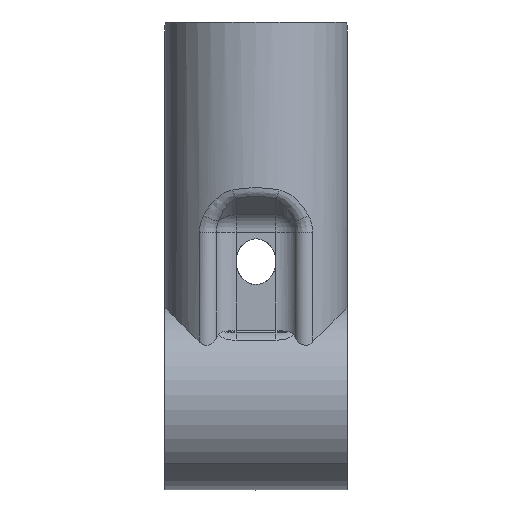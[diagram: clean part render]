
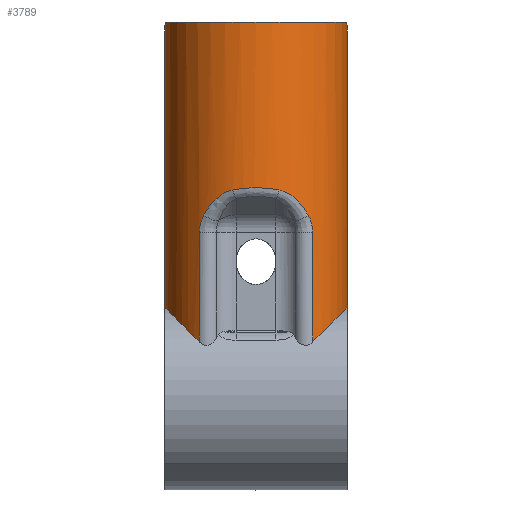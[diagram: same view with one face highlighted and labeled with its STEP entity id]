
A CAD part, front view. The second image highlights one B-rep face of the part: STEP entity #3789.
In plain terms, the highlighted cylindrical face has radius 16 mm (diameter 32 mm), a partial arc.
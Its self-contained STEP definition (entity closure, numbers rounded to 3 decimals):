
#2165=CARTESIAN_POINT('',(-15.978,0.837,15.978));
#2166=VERTEX_POINT('',#2165);
#2174=CARTESIAN_POINT('',(-9.926,12.549,9.926));
#2175=VERTEX_POINT('',#2174);
#2176=CARTESIAN_POINT('',(0.0,0.0,0.0));
#2177=DIRECTION('',(0.707,0.0,0.707));
#2178=DIRECTION('',(0.707,0.0,-0.707));
#2179=AXIS2_PLACEMENT_3D('',#2176,#2177,#2178);
#2180=ELLIPSE('',#2179,22.627,16.);
#2181=EDGE_CURVE('',#2175,#2166,#2180,.T.);
#2254=CARTESIAN_POINT('',(9.926,12.549,9.926));
#2255=VERTEX_POINT('',#2254);
#2276=CARTESIAN_POINT('',(15.978,0.837,15.978));
#2277=VERTEX_POINT('',#2276);
#2278=CARTESIAN_POINT('',(0.0,0.0,0.0));
#2279=DIRECTION('',(-0.707,0.0,0.707));
#2280=DIRECTION('',(-0.707,0.0,-0.707));
#2281=AXIS2_PLACEMENT_3D('',#2278,#2279,#2280);
#2282=ELLIPSE('',#2281,22.627,16.);
#2283=EDGE_CURVE('',#2277,#2255,#2282,.T.);
#2852=CARTESIAN_POINT('',(9.175,13.108,32.15));
#2853=VERTEX_POINT('',#2852);
#2873=CARTESIAN_POINT('',(4.,15.492,36.594));
#2874=VERTEX_POINT('',#2873);
#2882=CARTESIAN_POINT('',(4.,15.492,36.594));
#2883=CARTESIAN_POINT('',(5.065,15.217,36.392));
#2884=CARTESIAN_POINT('',(7.204,14.39,35.142));
#2885=CARTESIAN_POINT('',(8.556,13.541,33.282));
#2886=CARTESIAN_POINT('',(9.175,13.108,32.15));
#2887=B_SPLINE_CURVE_WITH_KNOTS('',3,(#2882,#2883,#2884,#2885,#2886),.UNSPECIFIED.,.F.,.U.,(4,1,4),(0.0,0.295,0.688),.UNSPECIFIED.);
#2888=EDGE_CURVE('',#2874,#2853,#2887,.T.);
#2912=CARTESIAN_POINT('',(-4.,15.492,36.594));
#2913=VERTEX_POINT('',#2912);
#2921=CARTESIAN_POINT('',(0.0,0.0,25.22));
#2922=DIRECTION('',(0.0,0.592,-0.806));
#2923=DIRECTION('',(0.0,0.806,0.592));
#2924=AXIS2_PLACEMENT_3D('',#2921,#2922,#2923);
#2925=ELLIPSE('',#2924,19.849,16.);
#2926=EDGE_CURVE('',#2913,#2874,#2925,.T.);
#2982=CARTESIAN_POINT('',(-9.175,13.108,32.15));
#2983=VERTEX_POINT('',#2982);
#2991=CARTESIAN_POINT('',(-9.175,13.108,32.15));
#2992=CARTESIAN_POINT('',(-8.711,13.433,32.999));
#2993=CARTESIAN_POINT('',(-7.785,14.022,34.341));
#2994=CARTESIAN_POINT('',(-6.012,14.866,35.884));
#2995=CARTESIAN_POINT('',(-4.71,15.309,36.46));
#2996=CARTESIAN_POINT('',(-4.,15.492,36.594));
#2997=B_SPLINE_CURVE_WITH_KNOTS('',3,(#2991,#2992,#2993,#2994,#2995,#2996),.UNSPECIFIED.,.F.,.U.,(4,1,1,4),(0.0,0.295,0.491,0.688),.UNSPECIFIED.);
#2998=EDGE_CURVE('',#2983,#2913,#2997,.T.);
#3028=CARTESIAN_POINT('',(9.926,12.549,29.135));
#3029=VERTEX_POINT('',#3028);
#3045=CARTESIAN_POINT('',(9.175,13.108,32.15));
#3046=CARTESIAN_POINT('',(9.673,12.76,31.241));
#3047=CARTESIAN_POINT('',(9.926,12.549,30.189));
#3048=CARTESIAN_POINT('',(9.926,12.549,29.135));
#3049=B_SPLINE_CURVE_WITH_KNOTS('',3,(#3045,#3046,#3047,#3048),.UNSPECIFIED.,.F.,.U.,(4,4),(3.742,4.058),.UNSPECIFIED.);
#3050=EDGE_CURVE('',#2853,#3029,#3049,.T.);
#3063=CARTESIAN_POINT('',(9.926,12.549,29.135));
#3064=DIRECTION('',(0.0,0.0,-1.0));
#3065=VECTOR('',#3064,19.209);
#3066=LINE('',#3063,#3065);
#3067=EDGE_CURVE('',#3029,#2255,#3066,.T.);
#3097=CARTESIAN_POINT('',(-9.926,12.549,29.135));
#3098=VERTEX_POINT('',#3097);
#3106=CARTESIAN_POINT('',(-9.926,12.549,29.135));
#3107=CARTESIAN_POINT('',(-9.926,12.549,30.189));
#3108=CARTESIAN_POINT('',(-9.673,12.76,31.241));
#3109=CARTESIAN_POINT('',(-9.175,13.108,32.15));
#3110=B_SPLINE_CURVE_WITH_KNOTS('',3,(#3106,#3107,#3108,#3109),.UNSPECIFIED.,.F.,.U.,(4,4),(-0.316,0.0),.UNSPECIFIED.);
#3111=EDGE_CURVE('',#3098,#2983,#3110,.T.);
#3130=CARTESIAN_POINT('',(-9.926,12.549,9.926));
#3131=DIRECTION('',(0.0,0.0,1.0));
#3132=VECTOR('',#3131,19.209);
#3133=LINE('',#3130,#3132);
#3134=EDGE_CURVE('',#2175,#3098,#3133,.T.);
#3341=CARTESIAN_POINT('',(-15.748,2.828,66.0));
#3342=VERTEX_POINT('',#3341);
#3349=CARTESIAN_POINT('',(-15.978,0.837,64.0));
#3350=VERTEX_POINT('',#3349);
#3351=CARTESIAN_POINT('',(-15.748,2.828,66.0));
#3352=CARTESIAN_POINT('',(-15.793,2.58,66.0));
#3353=CARTESIAN_POINT('',(-15.834,2.314,65.95));
#3354=CARTESIAN_POINT('',(-15.898,1.824,65.746));
#3355=CARTESIAN_POINT('',(-15.921,1.599,65.592));
#3356=CARTESIAN_POINT('',(-15.952,1.245,65.237));
#3357=CARTESIAN_POINT('',(-15.963,1.091,65.012));
#3358=CARTESIAN_POINT('',(-15.976,0.888,64.519));
#3359=CARTESIAN_POINT('',(-15.978,0.837,64.251));
#3360=CARTESIAN_POINT('',(-15.978,0.837,64.));
#3361=B_SPLINE_CURVE_WITH_KNOTS('',3,(#3351,#3352,#3353,#3354,#3355,#3356,#3357,#3358,#3359,#3360),.UNSPECIFIED.,.F.,.U.,(4,2,2,2,4),(0.304,0.38,0.455,0.53,0.606),.UNSPECIFIED.);
#3362=EDGE_CURVE('',#3342,#3350,#3361,.T.);
#3388=CARTESIAN_POINT('',(15.748,2.828,66.0));
#3389=VERTEX_POINT('',#3388);
#3396=CARTESIAN_POINT('',(0.0,0.0,66.0));
#3397=DIRECTION('',(0.0,0.0,1.0));
#3398=DIRECTION('',(-1.0,0.0,0.0));
#3399=AXIS2_PLACEMENT_3D('',#3396,#3397,#3398);
#3400=CIRCLE('',#3399,16.0);
#3401=EDGE_CURVE('',#3389,#3342,#3400,.T.);
#3541=CARTESIAN_POINT('',(15.978,0.837,64.0));
#3542=VERTEX_POINT('',#3541);
#3543=CARTESIAN_POINT('',(15.978,0.837,64.0));
#3544=CARTESIAN_POINT('',(15.978,0.837,64.251));
#3545=CARTESIAN_POINT('',(15.976,0.888,64.519));
#3546=CARTESIAN_POINT('',(15.963,1.091,65.012));
#3547=CARTESIAN_POINT('',(15.952,1.245,65.237));
#3548=CARTESIAN_POINT('',(15.921,1.599,65.592));
#3549=CARTESIAN_POINT('',(15.898,1.824,65.746));
#3550=CARTESIAN_POINT('',(15.834,2.314,65.95));
#3551=CARTESIAN_POINT('',(15.793,2.58,66.0));
#3552=CARTESIAN_POINT('',(15.748,2.828,66.0));
#3553=B_SPLINE_CURVE_WITH_KNOTS('',3,(#3543,#3544,#3545,#3546,#3547,#3548,#3549,#3550,#3551,#3552),.UNSPECIFIED.,.F.,.U.,(4,2,2,2,4),(0.606,0.681,0.757,0.832,0.908),.UNSPECIFIED.);
#3554=EDGE_CURVE('',#3542,#3389,#3553,.T.);
#3590=CARTESIAN_POINT('',(15.978,0.837,64.0));
#3591=DIRECTION('',(0.0,0.0,-1.0));
#3592=VECTOR('',#3591,48.022);
#3593=LINE('',#3590,#3592);
#3594=EDGE_CURVE('',#3542,#2277,#3593,.T.);
#3742=CARTESIAN_POINT('',(-15.978,0.837,15.978));
#3743=DIRECTION('',(0.0,0.0,1.0));
#3744=VECTOR('',#3743,48.022);
#3745=LINE('',#3742,#3744);
#3746=EDGE_CURVE('',#2166,#3350,#3745,.T.);
#3768=CARTESIAN_POINT('',(0.0,0.0,0.0));
#3769=DIRECTION('',(0.0,0.0,1.0));
#3770=DIRECTION('',(-1.0,0.0,0.0));
#3771=AXIS2_PLACEMENT_3D('',#3768,#3769,#3770);
#3772=CYLINDRICAL_SURFACE('',#3771,16.0);
#3773=ORIENTED_EDGE('',*,*,#3134,.F.);
#3774=ORIENTED_EDGE('',*,*,#2181,.T.);
#3775=ORIENTED_EDGE('',*,*,#3746,.T.);
#3776=ORIENTED_EDGE('',*,*,#3362,.F.);
#3777=ORIENTED_EDGE('',*,*,#3401,.F.);
#3778=ORIENTED_EDGE('',*,*,#3554,.F.);
#3779=ORIENTED_EDGE('',*,*,#3594,.T.);
#3780=ORIENTED_EDGE('',*,*,#2283,.T.);
#3781=ORIENTED_EDGE('',*,*,#3067,.F.);
#3782=ORIENTED_EDGE('',*,*,#3050,.F.);
#3783=ORIENTED_EDGE('',*,*,#2888,.F.);
#3784=ORIENTED_EDGE('',*,*,#2926,.F.);
#3785=ORIENTED_EDGE('',*,*,#2998,.F.);
#3786=ORIENTED_EDGE('',*,*,#3111,.F.);
#3787=EDGE_LOOP('',(#3773,#3774,#3775,#3776,#3777,#3778,#3779,#3780,#3781,#3782,#3783,#3784,#3785,#3786));
#3788=FACE_OUTER_BOUND('',#3787,.T.);
#3789=ADVANCED_FACE('',(#3788),#3772,.T.);
